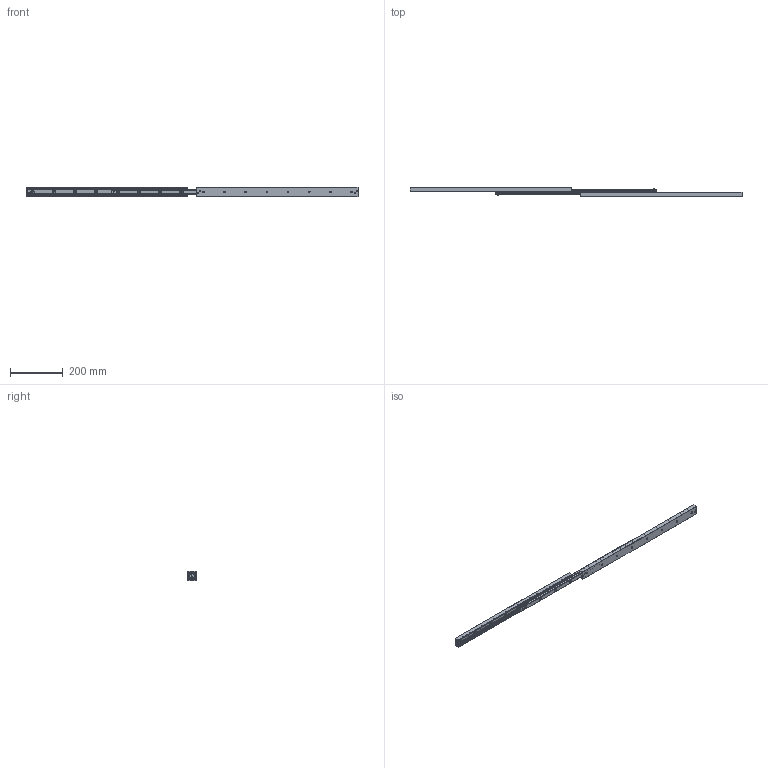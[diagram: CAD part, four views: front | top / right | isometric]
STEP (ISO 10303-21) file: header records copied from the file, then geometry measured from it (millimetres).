
FILE_DESCRIPTION((''),'2;1');
FILE_NAME('LCAD 35-0610.stp','2015-06-02T14:48:34',('MRathmann'),(''),'Autodesk Inventor 2012','Autodesk Inventor 2012','');
FILE_SCHEMA(('CONFIG_CONTROL_DESIGN'));
Length unit declared in the file: millimetre
Products named in the file (8): LCAD 35-0610; LCM 35-0610; LLMG 35-0610; LLMD 35-0610; KF.LCA 35-0284.GZ; + AS.L 35 5x3,2; + VKB.L 35 5x10; DIN 7991 M6x16
Assembly tree (22 placements, depth 2):
  LCAD 35-0610
    LCM 35-0610  x2
    LLMG 35-0610
    LLMD 35-0610
    KF.LCA 35-0284.GZ  x2
    + AS.L 35 5x3,2  x4
    + VKB.L 35 5x10  x4
    DIN 7991 M6x16  x8
Bounding box: 1257 x 34 x 35 mm (x, y, z)
Volume: 456695 mm3; surface area: 281730.1 mm2
Topology: 22 solids, 22 shells, 424 faces, 990 edges, 622 vertices
Faces by surface type: plane 230, cylinder 134, cone 52, torus 8
Full cylindrical faces by diameter (mm): 4.134 x4, 4.8 x4, 4.917 x8, 5 x12, 6 x12, 6.5 x8, 6.6 x16, 12 x8
Entity records: 6251 total; most frequent: CARTESIAN_POINT 1139, DIRECTION 1076, ORIENTED_EDGE 864, EDGE_CURVE 432, AXIS2_PLACEMENT_3D 421, EDGE_LOOP 336, VERTEX_POINT 316, VECTOR 234
